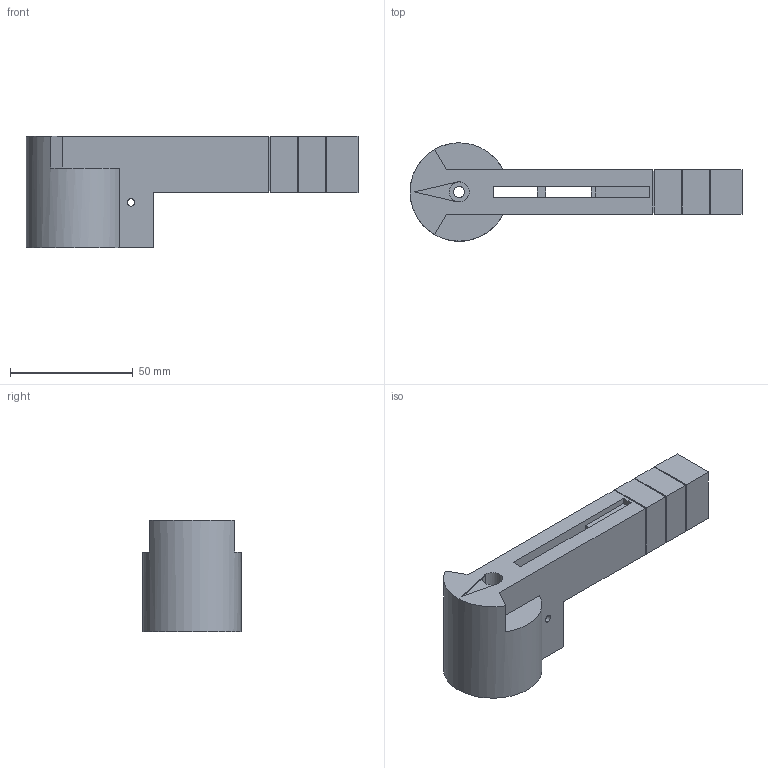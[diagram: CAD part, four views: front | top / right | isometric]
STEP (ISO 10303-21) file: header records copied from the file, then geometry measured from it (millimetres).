
FILE_DESCRIPTION((''),'2;1');
FILE_NAME('004661481_LBS-DH630-B_ASM','2022-01-05T12:40:20',('marketing.praksa'),('Audax d.o.o.'),'CREO PARAMETRIC BY PTC INC, 2021304','CREO PARAMETRIC BY PTC INC, 2021304','');
FILE_SCHEMA(('AP242_MANAGED_MODEL_BASED_3D_ENGINEERING_MIM_LF { 1 0 10303 442 1 1 4 }'));
Length unit declared in the file: millimetre
Products named in the file (6): PRT7210_1_1_1; PRT7210_1_2_1; PRT7210_1_3_1; PRT7210_1_ASM_1_ASM; LBS-DH630B_1_1; 004661481_LBS-DH630-B_ASM
Assembly tree (5 placements, depth 3):
  004661481_LBS-DH630-B_ASM
    PRT7210_1_ASM_1_ASM
      PRT7210_1_1_1
      PRT7210_1_2_1
      PRT7210_1_3_1
    LBS-DH630B_1_1
Bounding box: 135 x 39.99 x 45.5 mm (x, y, z)
Volume: 77543.5 mm3; surface area: 25443.8 mm2
Topology: 4 solids, 4 shells, 239 faces, 669 edges, 447 vertices
Faces by surface type: plane 176, cylinder 63
Entity records: 12011 total; most frequent: CARTESIAN_POINT 1472, ORIENTED_EDGE 1338, DIRECTION 1293, PRESENTATION_STYLE_ASSIGNMENT 902, STYLED_ITEM 902, CURVE_STYLE 669, EDGE_CURVE 669, VECTOR 535
